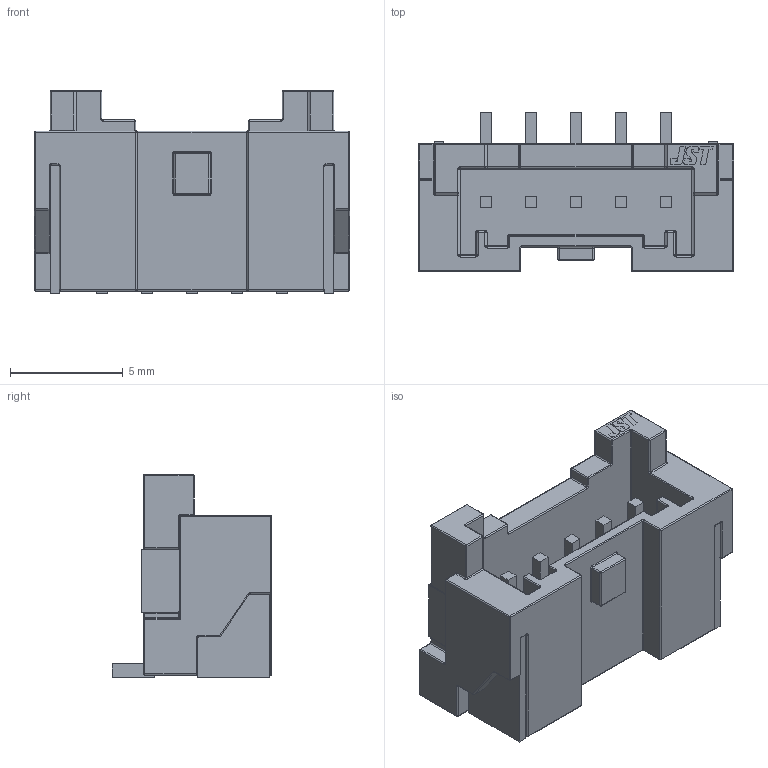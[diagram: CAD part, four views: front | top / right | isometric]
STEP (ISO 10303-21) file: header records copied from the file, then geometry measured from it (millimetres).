
FILE_DESCRIPTION(/* description */ (''),/* implementation_level */ '2;1');
FILE_NAME(/* name */ 'BM05B-PASS-TF.stp',/* time_stamp */ '2022-09-13T05:51:24+02:00',/* author */ ('khaled'),/* organization */ (''),/* preprocessor_version */ 'ST-DEVELOPER v17',/* originating_system */ 'Autodesk Inventor 2019',/* authorisation */ '');
FILE_SCHEMA (('AUTOMOTIVE_DESIGN { 1 0 10303 214 3 1 1 }'));
Products named in the file (8): BM05B-PASS-TF; 1; 2; 3; 4; 5; JST; Notch
Assembly tree (7 placements, depth 2):
  BM05B-PASS-TF
    1
    2
    3
    4
    5
    JST
    Notch
Bounding box: 14 x 7.1 x 9 mm (x, y, z)
Volume: 395.2 mm3; surface area: 823.7 mm2
Topology: 19 solids, 19 shells, 704 faces, 1551 edges, 886 vertices
Faces by surface type: cylinder 264, plane 201, sphere 92, torus 84, bspline 63
Entity records: 19812 total; most frequent: CARTESIAN_POINT 3957, DIRECTION 3361, ORIENTED_EDGE 3102, EDGE_CURVE 1551, AXIS2_PLACEMENT_3D 1274, VERTEX_POINT 886, LINE 813, VECTOR 813
